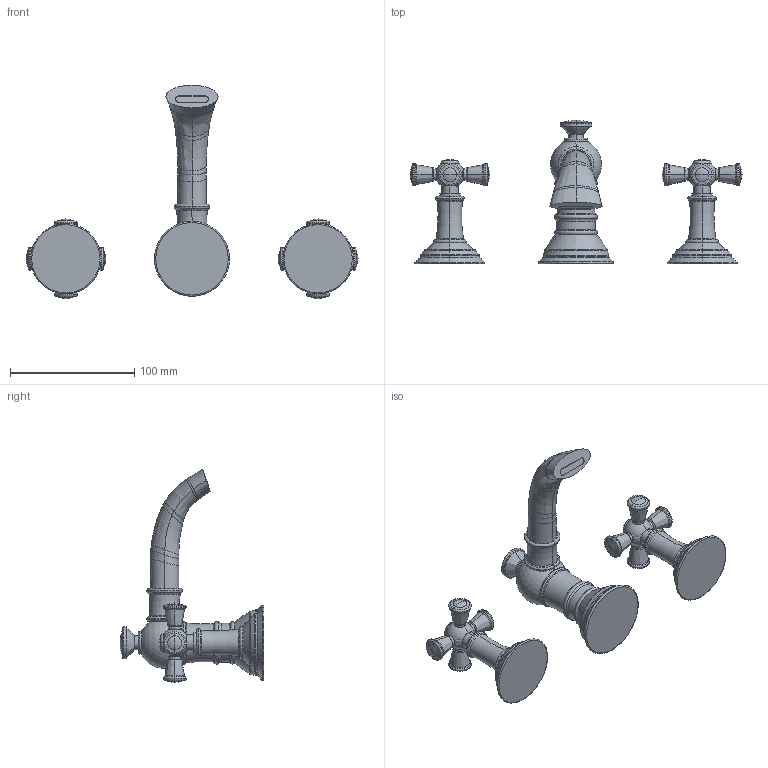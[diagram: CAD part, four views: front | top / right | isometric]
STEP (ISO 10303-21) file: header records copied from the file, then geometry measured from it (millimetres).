
FILE_DESCRIPTION((''),'2;1');
FILE_NAME('2420','2020-11-27T11:10:13',('jinson.thomas'),(''),'CREO PARAMETRIC BY PTC INC, 2018400','CREO PARAMETRIC BY PTC INC, 2018400','');
FILE_SCHEMA(('CONFIG_CONTROL_DESIGN'));
Length unit declared in the file: inch
Products named in the file (1): 2420
Bounding box: 267.41 x 115.87 x 171.84 mm (x, y, z)
Volume: 289463.1 mm3; surface area: 58003.6 mm2
Topology: 3 solids, 3 shells, 397 faces, 879 edges, 487 vertices
Faces by surface type: torus 208, cylinder 68, bspline 58, plane 29, sphere 28, cone 6
Entity records: 13075 total; most frequent: CARTESIAN_POINT 4206, DIRECTION 2171, ORIENTED_EDGE 1706, AXIS2_PLACEMENT_3D 1036, EDGE_CURVE 853, CIRCLE 697, VERTEX_POINT 487, EDGE_LOOP 422
